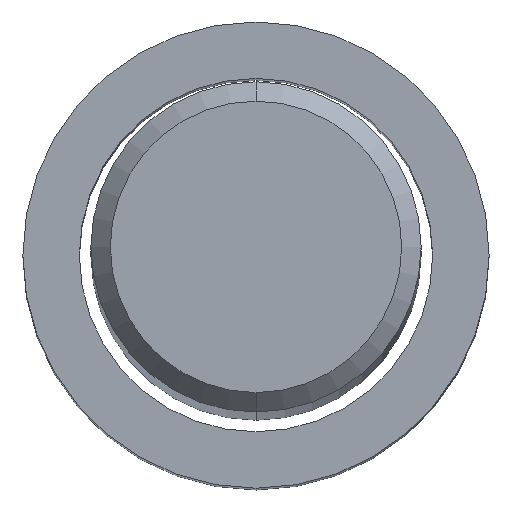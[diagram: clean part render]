
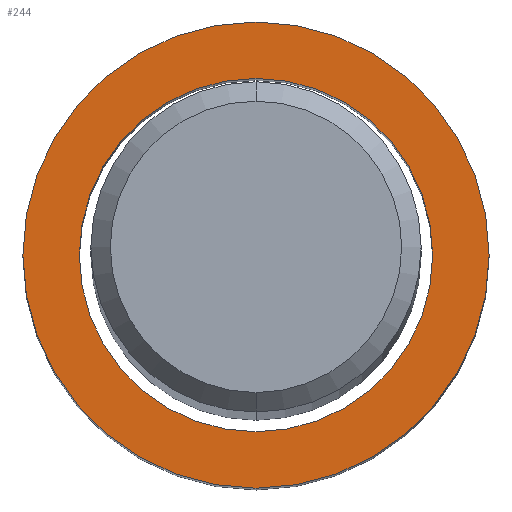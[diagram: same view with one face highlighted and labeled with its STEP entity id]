
A CAD part, top view. The second image highlights one B-rep face of the part: STEP entity #244.
In plain terms, the highlighted planar face has unit normal (0, 0, 1).
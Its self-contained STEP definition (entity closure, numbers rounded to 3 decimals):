
#184=VERTEX_POINT('',#481);
#206=EDGE_CURVE('',#446,#436,#504,.T.);
#212=EDGE_CURVE('',#184,#250,#510,.T.);
#220=EDGE_CURVE('',#250,#184,#519,.T.);
#244=ADVANCED_FACE('',(#546,#547),#548,.T.);
#250=VERTEX_POINT('',#554);
#300=EDGE_CURVE('',#436,#446,#612,.T.);
#436=VERTEX_POINT('',#761);
#446=VERTEX_POINT('',#772);
#481=CARTESIAN_POINT('',(0.0,4.548,-121.0));
#504=CIRCLE('',#922,6.0);
#510=CIRCLE('',#930,4.548);
#519=CIRCLE('',#942,4.548);
#546=FACE_OUTER_BOUND('',#978,.T.);
#547=FACE_BOUND('',#979,.T.);
#548=PLANE('',#980);
#554=CARTESIAN_POINT('',(0.,-4.548,-121.0));
#612=CIRCLE('',#1081,6.0);
#761=CARTESIAN_POINT('',(0.0,6.0,-121.0));
#772=CARTESIAN_POINT('',(0.,-6.0,-121.0));
#922=AXIS2_PLACEMENT_3D('',#1435,#1436,#1437);
#930=AXIS2_PLACEMENT_3D('',#1441,#1442,#1443);
#942=AXIS2_PLACEMENT_3D('',#1459,#1460,#1461);
#978=EDGE_LOOP('',(#1494,#1495));
#979=EDGE_LOOP('',(#1496,#1497));
#980=AXIS2_PLACEMENT_3D('',#1498,#1499,#1500);
#1081=AXIS2_PLACEMENT_3D('',#1588,#1589,#1590);
#1435=CARTESIAN_POINT('',(0.0,0.0,-121.0));
#1436=DIRECTION('',(0.0,0.0,-1.0));
#1437=DIRECTION('',(0.0,1.0,0.0));
#1441=CARTESIAN_POINT('',(0.0,0.0,-121.0));
#1442=DIRECTION('',(0.0,0.0,-1.0));
#1443=DIRECTION('',(0.0,1.0,0.0));
#1459=CARTESIAN_POINT('',(0.0,0.0,-121.0));
#1460=DIRECTION('',(0.0,0.0,-1.0));
#1461=DIRECTION('',(0.0,1.0,0.0));
#1494=ORIENTED_EDGE('',*,*,#300,.F.);
#1495=ORIENTED_EDGE('',*,*,#206,.F.);
#1496=ORIENTED_EDGE('',*,*,#212,.T.);
#1497=ORIENTED_EDGE('',*,*,#220,.T.);
#1498=CARTESIAN_POINT('',(0.0,5.274,-121.0));
#1499=DIRECTION('',(-0.0,0.0,1.0));
#1500=DIRECTION('',(0.0,-1.0,0.0));
#1588=CARTESIAN_POINT('',(0.0,0.0,-121.0));
#1589=DIRECTION('',(0.0,0.0,-1.0));
#1590=DIRECTION('',(0.0,1.0,0.0));
